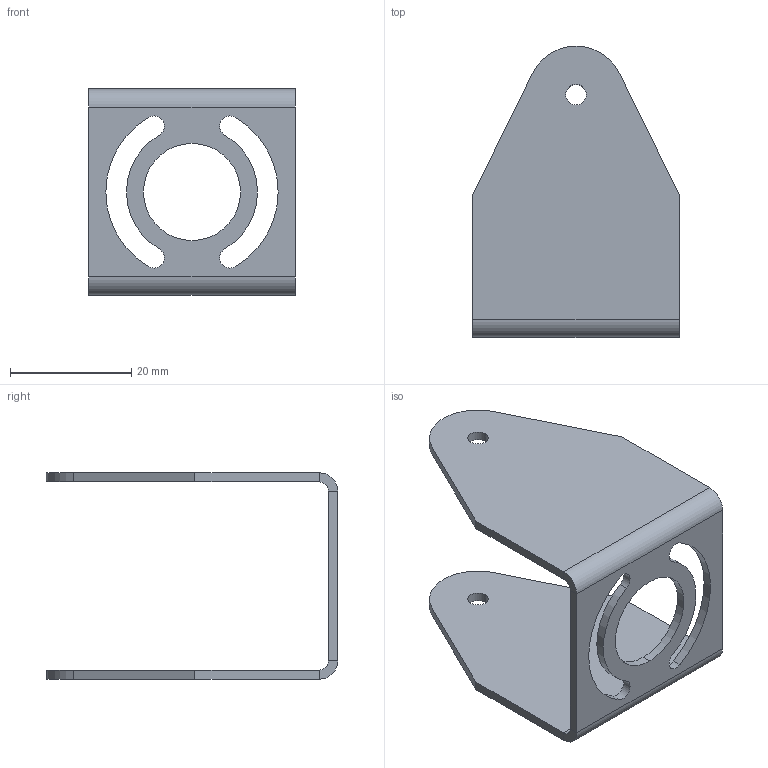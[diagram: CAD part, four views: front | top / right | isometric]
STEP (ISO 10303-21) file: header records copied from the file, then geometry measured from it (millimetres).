
FILE_DESCRIPTION((''),'2;1');
FILE_NAME('156629_SW','2011-04-06T',('banengservice'),('BANNER ENGINEERING'),'PRO/ENGINEER BY PARAMETRIC TECHNOLOGY CORPORATION, 2009141','PRO/ENGINEER BY PARAMETRIC TECHNOLOGY CORPORATION, 2009141','');
FILE_SCHEMA(('CONFIG_CONTROL_DESIGN'));
Length unit declared in the file: inch
Products named in the file (1): 156629_SW
Bounding box: 34 x 47.97 x 34 mm (x, y, z)
Volume: 4845.6 mm3; surface area: 7188.1 mm2
Topology: 1 solids, 1 shells, 238 faces, 671 edges, 442 vertices
Faces by surface type: plane 218, cylinder 20
Entity records: 7607 total; most frequent: CARTESIAN_POINT 1351, ORIENTED_EDGE 1342, DIRECTION 1187, EDGE_CURVE 671, VECTOR 631, LINE 631, VERTEX_POINT 442, AXIS2_PLACEMENT_3D 278
